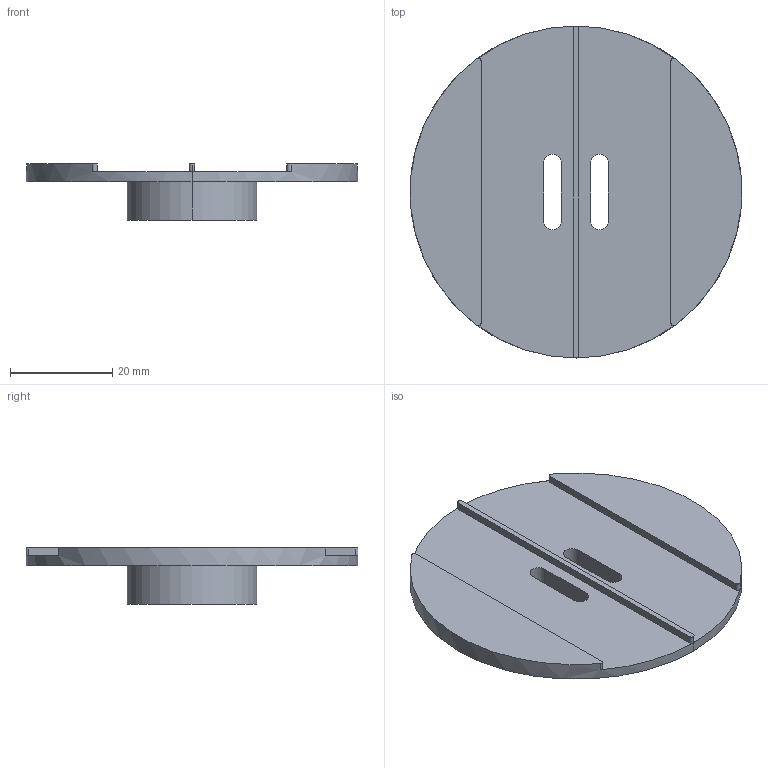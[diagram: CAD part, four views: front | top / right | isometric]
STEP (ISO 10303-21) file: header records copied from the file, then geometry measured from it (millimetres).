
FILE_DESCRIPTION(('FreeCAD Model'),'2;1');
FILE_NAME('Open CASCADE Shape Model','2023-03-22T10:41:02',('Author'),( ''),'Open CASCADE STEP processor 7.6','FreeCAD','Unknown');
FILE_SCHEMA(('AUTOMOTIVE_DESIGN { 1 0 10303 214 1 1 1 1 }'));
Length unit declared in the file: millimetre
Products named in the file (1): Solid
Bounding box: 65 x 65 x 11 mm (x, y, z)
Volume: 10308.6 mm3; surface area: 8765.5 mm2
Topology: 1 solids, 1 shells, 47 faces, 120 edges, 78 vertices
Faces by surface type: cylinder 26, plane 21
Entity records: 3104 total; most frequent: CARTESIAN_POINT 630, DIRECTION 488, LINE 248, VECTOR 248, ORIENTED_EDGE 240, PCURVE 240, DEFINITIONAL_REPRESENTATION 240, EDGE_CURVE 120
